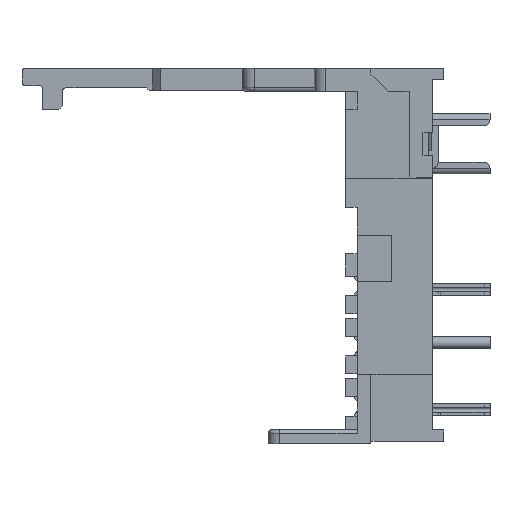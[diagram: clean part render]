
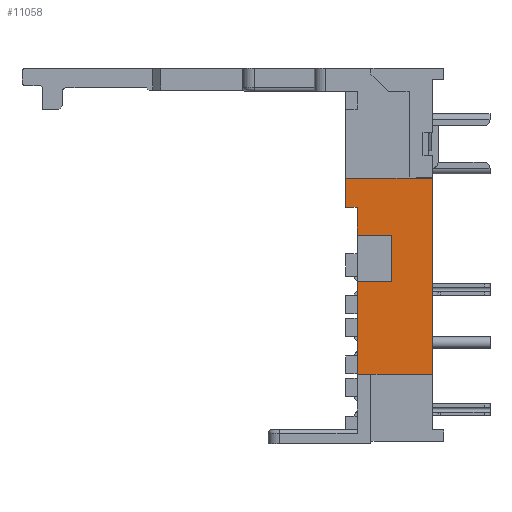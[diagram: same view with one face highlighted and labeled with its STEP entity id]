
A CAD part, left-side view. The second image highlights one B-rep face of the part: STEP entity #11058.
In plain terms, the highlighted planar face has unit normal (-1, 0, 0).
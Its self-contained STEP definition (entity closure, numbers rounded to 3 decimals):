
#31 = CARTESIAN_POINT ( 'NONE',  ( -6.5, 3.75, -26.5 ) ) ;
#237 = ORIENTED_EDGE ( 'NONE', *, *, #13739, .F. ) ;
#708 = VERTEX_POINT ( 'NONE', #5759 ) ;
#967 = LINE ( 'NONE', #15068, #8977 ) ;
#1886 = DIRECTION ( 'NONE',  ( 0., -1., 0. ) ) ;
#1910 = LINE ( 'NONE', #8781, #4609 ) ;
#1918 = VERTEX_POINT ( 'NONE', #5342 ) ;
#1935 = LINE ( 'NONE', #7356, #3884 ) ;
#1991 = ORIENTED_EDGE ( 'NONE', *, *, #3862, .F. ) ;
#2236 = EDGE_CURVE ( 'NONE', #3944, #15267, #967, .T. ) ;
#2347 = VERTEX_POINT ( 'NONE', #9915 ) ;
#2469 = ORIENTED_EDGE ( 'NONE', *, *, #5088, .F. ) ;
#2998 = EDGE_CURVE ( 'NONE', #7044, #3944, #6885, .T. ) ;
#3438 = VECTOR ( 'NONE', #10759, 1000. ) ;
#3783 = ORIENTED_EDGE ( 'NONE', *, *, #2998, .F. ) ;
#3856 = CARTESIAN_POINT ( 'NONE',  ( -6.5, 6.5, -18. ) ) ;
#3862 = EDGE_CURVE ( 'NONE', #17893, #2347, #13550, .T. ) ;
#3884 = VECTOR ( 'NONE', #12888, 1000. ) ;
#3944 = VERTEX_POINT ( 'NONE', #13917 ) ;
#4458 = CARTESIAN_POINT ( 'NONE',  ( -6.5, 3.5, -18. ) ) ;
#4609 = VECTOR ( 'NONE', #4620, 1000. ) ;
#4620 = DIRECTION ( 'NONE',  ( 0., 1., 0. ) ) ;
#4661 = CARTESIAN_POINT ( 'NONE',  ( -6.5, 6.5, -26.5 ) ) ;
#4781 = EDGE_CURVE ( 'NONE', #7667, #7385, #1910, .T. ) ;
#5088 = EDGE_CURVE ( 'NONE', #11589, #708, #5409, .T. ) ;
#5117 = ORIENTED_EDGE ( 'NONE', *, *, #11094, .F. ) ;
#5321 = DIRECTION ( 'NONE',  ( 0., 1., 0. ) ) ;
#5323 = VECTOR ( 'NONE', #16936, 1000. ) ;
#5342 = CARTESIAN_POINT ( 'NONE',  ( -6.5, 7.5, -9.5 ) ) ;
#5350 = CARTESIAN_POINT ( 'NONE',  ( -6.5, 2., -9.5 ) ) ;
#5409 = LINE ( 'NONE', #10927, #3438 ) ;
#5482 = CARTESIAN_POINT ( 'NONE',  ( -6.5, 6.5, -18. ) ) ;
#5740 = DIRECTION ( 'NONE',  ( 0., 0., 1. ) ) ;
#5759 = CARTESIAN_POINT ( 'NONE',  ( -6.5, 3.5, -18.45 ) ) ;
#6176 = CARTESIAN_POINT ( 'NONE',  ( -6.5, 0., -9.5 ) ) ;
#6390 = VECTOR ( 'NONE', #1886, 1000. ) ;
#6671 = CARTESIAN_POINT ( 'NONE',  ( -6.5, 3.75, -14.45 ) ) ;
#6885 = LINE ( 'NONE', #31, #11011 ) ;
#7044 = VERTEX_POINT ( 'NONE', #12336 ) ;
#7336 = CARTESIAN_POINT ( 'NONE',  ( -6.5, 6.5, -18.45 ) ) ;
#7356 = CARTESIAN_POINT ( 'NONE',  ( -6.5, 0., -16.15 ) ) ;
#7385 = VERTEX_POINT ( 'NONE', #12292 ) ;
#7667 = VERTEX_POINT ( 'NONE', #8925 ) ;
#8248 = DIRECTION ( 'NONE',  ( 0., -1., 0. ) ) ;
#8503 = VERTEX_POINT ( 'NONE', #6176 ) ;
#8646 = VERTEX_POINT ( 'NONE', #5350 ) ;
#8781 = CARTESIAN_POINT ( 'NONE',  ( -6.5, 3.75, -12.05 ) ) ;
#8925 = CARTESIAN_POINT ( 'NONE',  ( -6.5, 6.5, -12.05 ) ) ;
#8977 = VECTOR ( 'NONE', #11918, 1000. ) ;
#9650 = DIRECTION ( 'NONE',  ( 0., 0., 1. ) ) ;
#9700 = EDGE_CURVE ( 'NONE', #7044, #8503, #1935, .T. ) ;
#9710 = CARTESIAN_POINT ( 'NONE',  ( -6.5, 3.75, -9.5 ) ) ;
#9915 = CARTESIAN_POINT ( 'NONE',  ( -6.5, 6.5, -14.45 ) ) ;
#10207 = ORIENTED_EDGE ( 'NONE', *, *, #2236, .F. ) ;
#10556 = DIRECTION ( 'NONE',  ( 0., 0., 1. ) ) ;
#10759 = DIRECTION ( 'NONE',  ( 0., -1., 0. ) ) ;
#10802 = VECTOR ( 'NONE', #9650, 1000. ) ;
#10927 = CARTESIAN_POINT ( 'NONE',  ( -6.5, 3.75, -18.45 ) ) ;
#11011 = VECTOR ( 'NONE', #13865, 1000. ) ;
#11058 = ADVANCED_FACE ( 'NONE', ( #12273 ), #14898, .F. ) ;
#11094 = EDGE_CURVE ( 'NONE', #15267, #11589, #16346, .T. ) ;
#11387 = CARTESIAN_POINT ( 'NONE',  ( -6.5, 3.75, -9.5 ) ) ;
#11499 = ORIENTED_EDGE ( 'NONE', *, *, #11610, .F. ) ;
#11529 = LINE ( 'NONE', #17046, #16376 ) ;
#11589 = VERTEX_POINT ( 'NONE', #7336 ) ;
#11610 = EDGE_CURVE ( 'NONE', #708, #17893, #17192, .T. ) ;
#11860 = VECTOR ( 'NONE', #8248, 1000. ) ;
#11918 = DIRECTION ( 'NONE',  ( 0., 1., 0. ) ) ;
#12273 = FACE_OUTER_BOUND ( 'NONE', #17777, .T. ) ;
#12292 = CARTESIAN_POINT ( 'NONE',  ( -6.5, 7.5, -12.05 ) ) ;
#12328 = LINE ( 'NONE', #9710, #11860 ) ;
#12336 = CARTESIAN_POINT ( 'NONE',  ( -6.5, 0., -26.5 ) ) ;
#12360 = DIRECTION ( 'NONE',  ( 0., 0., -1. ) ) ;
#12888 = DIRECTION ( 'NONE',  ( 0., 0., 1. ) ) ;
#12920 = LINE ( 'NONE', #11387, #6390 ) ;
#13288 = ORIENTED_EDGE ( 'NONE', *, *, #14014, .F. ) ;
#13448 = LINE ( 'NONE', #3856, #17516 ) ;
#13532 = CARTESIAN_POINT ( 'NONE',  ( -6.5, 3.5, -14.45 ) ) ;
#13550 = LINE ( 'NONE', #6671, #15312 ) ;
#13652 = ORIENTED_EDGE ( 'NONE', *, *, #16710, .F. ) ;
#13739 = EDGE_CURVE ( 'NONE', #2347, #7667, #13448, .T. ) ;
#13865 = DIRECTION ( 'NONE',  ( 0., 1., 0. ) ) ;
#13917 = CARTESIAN_POINT ( 'NONE',  ( -6.5, 5.3, -26.5 ) ) ;
#14014 = EDGE_CURVE ( 'NONE', #7385, #1918, #11529, .T. ) ;
#14066 = ORIENTED_EDGE ( 'NONE', *, *, #9700, .T. ) ;
#14271 = AXIS2_PLACEMENT_3D ( 'NONE', #16525, #17783, #12360 ) ;
#14680 = ORIENTED_EDGE ( 'NONE', *, *, #17682, .F. ) ;
#14840 = ORIENTED_EDGE ( 'NONE', *, *, #4781, .F. ) ;
#14898 = PLANE ( 'NONE',  #14271 ) ;
#15068 = CARTESIAN_POINT ( 'NONE',  ( -6.5, 3.75, -26.5 ) ) ;
#15267 = VERTEX_POINT ( 'NONE', #4661 ) ;
#15312 = VECTOR ( 'NONE', #5321, 1000. ) ;
#16346 = LINE ( 'NONE', #5482, #10802 ) ;
#16376 = VECTOR ( 'NONE', #5740, 1000. ) ;
#16525 = CARTESIAN_POINT ( 'NONE',  ( -6.5, 0., -9.5 ) ) ;
#16710 = EDGE_CURVE ( 'NONE', #1918, #8646, #12328, .T. ) ;
#16936 = DIRECTION ( 'NONE',  ( 0., 0., 1. ) ) ;
#17046 = CARTESIAN_POINT ( 'NONE',  ( -6.5, 7.5, -18. ) ) ;
#17192 = LINE ( 'NONE', #4458, #5323 ) ;
#17516 = VECTOR ( 'NONE', #10556, 1000. ) ;
#17682 = EDGE_CURVE ( 'NONE', #8646, #8503, #12920, .T. ) ;
#17777 = EDGE_LOOP ( 'NONE', ( #5117, #10207, #3783, #14066, #14680, #13652, #13288, #14840, #237, #1991, #11499, #2469 ) ) ;
#17783 = DIRECTION ( 'NONE',  ( 1., 0., 0. ) ) ;
#17893 = VERTEX_POINT ( 'NONE', #13532 ) ;
